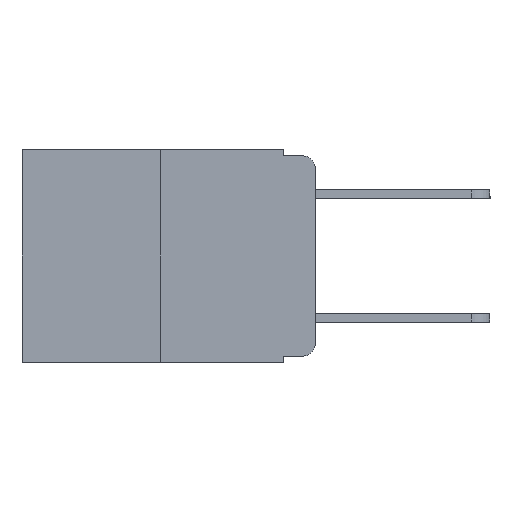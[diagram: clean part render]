
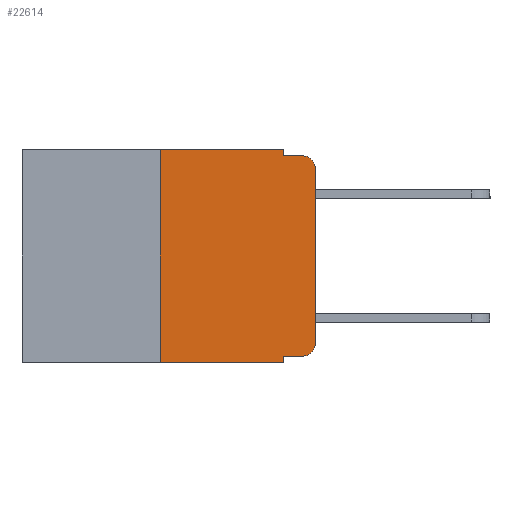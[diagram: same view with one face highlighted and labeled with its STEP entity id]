
A CAD part, left-side view. The second image highlights one B-rep face of the part: STEP entity #22614.
In plain terms, the highlighted planar face has unit normal (-1, 0, 0).
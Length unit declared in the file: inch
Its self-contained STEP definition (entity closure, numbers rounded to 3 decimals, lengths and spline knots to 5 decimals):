
#669 = VECTOR ( 'NONE', #19847, 39.37008 ) ;
#753 = AXIS2_PLACEMENT_3D ( 'NONE', #12503, #14322, #3786 ) ;
#1455 = DIRECTION ( 'NONE',  ( 0., -1., 0. ) ) ;
#1484 = CARTESIAN_POINT ( 'NONE',  ( 0., 0.02, -0.03 ) ) ;
#1519 = VERTEX_POINT ( 'NONE', #13673 ) ;
#1908 = VERTEX_POINT ( 'NONE', #19511 ) ;
#1935 = LINE ( 'NONE', #19055, #19539 ) ;
#2220 = ORIENTED_EDGE ( 'NONE', *, *, #6779, .T. ) ;
#2914 = VECTOR ( 'NONE', #9884, 39.37008 ) ;
#3209 = EDGE_CURVE ( 'NONE', #17785, #1908, #9676, .T. ) ;
#3386 = DIRECTION ( 'NONE',  ( 0., 0., -1. ) ) ;
#3786 = DIRECTION ( 'NONE',  ( 0., 0., -1. ) ) ;
#4395 = VECTOR ( 'NONE', #5161, 39.37008 ) ;
#4686 = ORIENTED_EDGE ( 'NONE', *, *, #16643, .T. ) ;
#5127 = VERTEX_POINT ( 'NONE', #17867 ) ;
#5139 = DIRECTION ( 'NONE',  ( 0., 0., 1. ) ) ;
#5161 = DIRECTION ( 'NONE',  ( 0., 0., 1. ) ) ;
#5265 = LINE ( 'NONE', #22616, #22602 ) ;
#5609 = VERTEX_POINT ( 'NONE', #10299 ) ;
#5613 = EDGE_CURVE ( 'NONE', #9249, #14346, #9976, .T. ) ;
#5637 = ORIENTED_EDGE ( 'NONE', *, *, #3209, .F. ) ;
#5923 = EDGE_CURVE ( 'NONE', #15768, #1519, #22363, .T. ) ;
#6331 = VERTEX_POINT ( 'NONE', #21236 ) ;
#6505 = VERTEX_POINT ( 'NONE', #11507 ) ;
#6779 = EDGE_CURVE ( 'NONE', #14346, #1908, #14882, .T. ) ;
#7259 = DIRECTION ( 'NONE',  ( 0., -1., 0. ) ) ;
#7428 = ORIENTED_EDGE ( 'NONE', *, *, #20056, .F. ) ;
#8559 = CARTESIAN_POINT ( 'NONE',  ( 0., 0.25, -0.343 ) ) ;
#8965 = CIRCLE ( 'NONE', #20199, 0.02 ) ;
#9249 = VERTEX_POINT ( 'NONE', #18599 ) ;
#9676 = LINE ( 'NONE', #11313, #18423 ) ;
#9884 = DIRECTION ( 'NONE',  ( 0., 0., -1. ) ) ;
#9976 = LINE ( 'NONE', #15680, #14660 ) ;
#10062 = LINE ( 'NONE', #17826, #22724 ) ;
#10299 = CARTESIAN_POINT ( 'NONE',  ( 0., 0.051, 0. ) ) ;
#10766 = CARTESIAN_POINT ( 'NONE',  ( 0., 0.02, -0.313 ) ) ;
#10949 = ORIENTED_EDGE ( 'NONE', *, *, #22284, .F. ) ;
#11067 = CARTESIAN_POINT ( 'NONE',  ( 0., 0.473, -0.343 ) ) ;
#11313 = CARTESIAN_POINT ( 'NONE',  ( 0., 0.051, -0.01 ) ) ;
#11507 = CARTESIAN_POINT ( 'NONE',  ( 0., 0.25, 0. ) ) ;
#12325 = LINE ( 'NONE', #16867, #2914 ) ;
#12503 = CARTESIAN_POINT ( 'NONE',  ( 0., 0.473, 0. ) ) ;
#12540 = DIRECTION ( 'NONE',  ( 0., 0., -1. ) ) ;
#13673 = CARTESIAN_POINT ( 'NONE',  ( 0., 0.051, -0.343 ) ) ;
#13914 = CARTESIAN_POINT ( 'NONE',  ( 0., 0.25, 0. ) ) ;
#13924 = DIRECTION ( 'NONE',  ( -1., 0., 0. ) ) ;
#14322 = DIRECTION ( 'NONE',  ( 1., 0., 0. ) ) ;
#14346 = VERTEX_POINT ( 'NONE', #18956 ) ;
#14443 = AXIS2_PLACEMENT_3D ( 'NONE', #1484, #13924, #3386 ) ;
#14660 = VECTOR ( 'NONE', #5139, 39.37008 ) ;
#14822 = ORIENTED_EDGE ( 'NONE', *, *, #21176, .F. ) ;
#14882 = CIRCLE ( 'NONE', #14443, 0.02 ) ;
#15680 = CARTESIAN_POINT ( 'NONE',  ( 0., 0., 0. ) ) ;
#15768 = VERTEX_POINT ( 'NONE', #8559 ) ;
#16643 = EDGE_CURVE ( 'NONE', #5127, #6331, #10062, .T. ) ;
#16867 = CARTESIAN_POINT ( 'NONE',  ( 0., 0.051, 0. ) ) ;
#17278 = LINE ( 'NONE', #13914, #4395 ) ;
#17555 = DIRECTION ( 'NONE',  ( 0., 0., -1. ) ) ;
#17567 = ORIENTED_EDGE ( 'NONE', *, *, #5923, .T. ) ;
#17663 = ORIENTED_EDGE ( 'NONE', *, *, #5613, .T. ) ;
#17670 = EDGE_CURVE ( 'NONE', #6505, #5609, #1935, .T. ) ;
#17703 = CARTESIAN_POINT ( 'NONE',  ( 0., 0.051, -0.01 ) ) ;
#17772 = EDGE_CURVE ( 'NONE', #6331, #9249, #8965, .T. ) ;
#17785 = VERTEX_POINT ( 'NONE', #17703 ) ;
#17826 = CARTESIAN_POINT ( 'NONE',  ( 0., 0.051, -0.333 ) ) ;
#17867 = CARTESIAN_POINT ( 'NONE',  ( 0., 0.051, -0.333 ) ) ;
#18423 = VECTOR ( 'NONE', #22321, 39.37008 ) ;
#18599 = CARTESIAN_POINT ( 'NONE',  ( 0., 0., -0.313 ) ) ;
#18944 = EDGE_LOOP ( 'NONE', ( #17663, #2220, #5637, #10949, #21233, #14822, #17567, #7428, #4686, #21067 ) ) ;
#18956 = CARTESIAN_POINT ( 'NONE',  ( 0., 0., -0.03 ) ) ;
#19055 = CARTESIAN_POINT ( 'NONE',  ( 0., 0.473, 0. ) ) ;
#19085 = FACE_OUTER_BOUND ( 'NONE', #18944, .T. ) ;
#19511 = CARTESIAN_POINT ( 'NONE',  ( 0., 0.02, -0.01 ) ) ;
#19539 = VECTOR ( 'NONE', #1455, 39.37008 ) ;
#19847 = DIRECTION ( 'NONE',  ( 0., -1., 0. ) ) ;
#20056 = EDGE_CURVE ( 'NONE', #5127, #1519, #5265, .T. ) ;
#20199 = AXIS2_PLACEMENT_3D ( 'NONE', #10766, #22779, #12540 ) ;
#21067 = ORIENTED_EDGE ( 'NONE', *, *, #17772, .T. ) ;
#21144 = PLANE ( 'NONE',  #753 ) ;
#21176 = EDGE_CURVE ( 'NONE', #15768, #6505, #17278, .T. ) ;
#21233 = ORIENTED_EDGE ( 'NONE', *, *, #17670, .F. ) ;
#21236 = CARTESIAN_POINT ( 'NONE',  ( 0., 0.02, -0.333 ) ) ;
#22284 = EDGE_CURVE ( 'NONE', #5609, #17785, #12325, .T. ) ;
#22321 = DIRECTION ( 'NONE',  ( 0., -1., 0. ) ) ;
#22363 = LINE ( 'NONE', #11067, #669 ) ;
#22602 = VECTOR ( 'NONE', #17555, 39.37008 ) ;
#22614 = ADVANCED_FACE ( 'NONE', ( #19085 ), #21144, .F. ) ;
#22616 = CARTESIAN_POINT ( 'NONE',  ( 0., 0.051, 0. ) ) ;
#22724 = VECTOR ( 'NONE', #7259, 39.37008 ) ;
#22779 = DIRECTION ( 'NONE',  ( -1., 0., 0. ) ) ;
